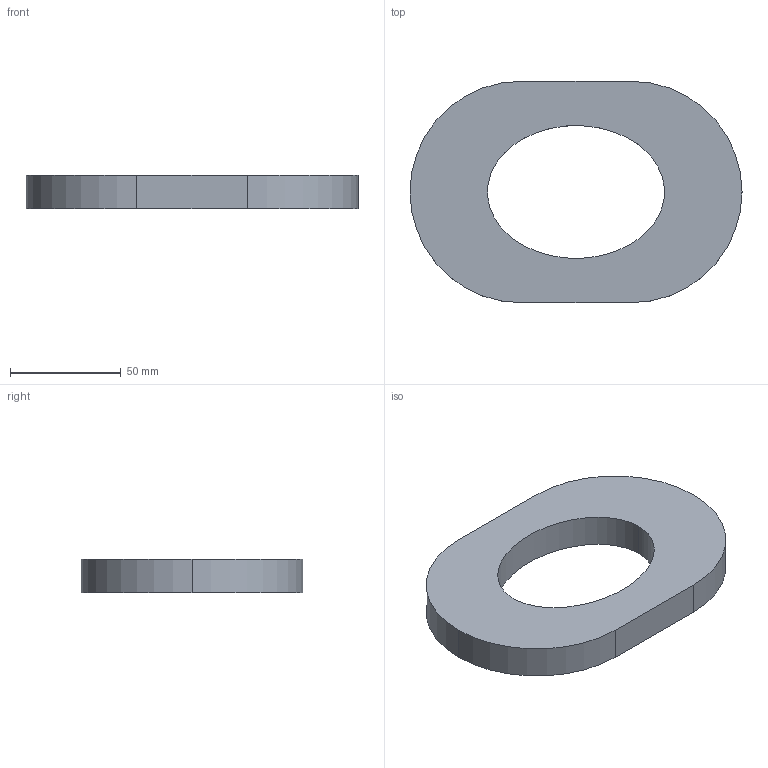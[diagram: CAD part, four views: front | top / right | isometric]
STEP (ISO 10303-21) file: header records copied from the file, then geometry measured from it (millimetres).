
FILE_DESCRIPTION (( 'STEP AP214' ), '1' );
FILE_NAME ('test_part6_AP214.STEP', '2023-10-11T11:51:14', ( '' ), ( '' ), 'SwSTEP 2.0', 'SolidWorks 2022', '' );
FILE_SCHEMA (( 'AUTOMOTIVE_DESIGN' ));
Length unit declared in the file: millimetre
Products named in the file (1): test_part6_AP214
Bounding box: 150 x 100 x 15 mm (x, y, z)
Volume: 136257.9 mm3; surface area: 27694.8 mm2
Topology: 1 solids, 1 shells, 9 faces, 21 edges, 14 vertices
Faces by surface type: plane 4, cylinder 3, bspline 2
Entity records: 305 total; most frequent: CARTESIAN_POINT 71, ORIENTED_EDGE 42, DIRECTION 39, EDGE_CURVE 21, AXIS2_PLACEMENT_3D 14, VERTEX_POINT 14, VECTOR 11, EDGE_LOOP 11
